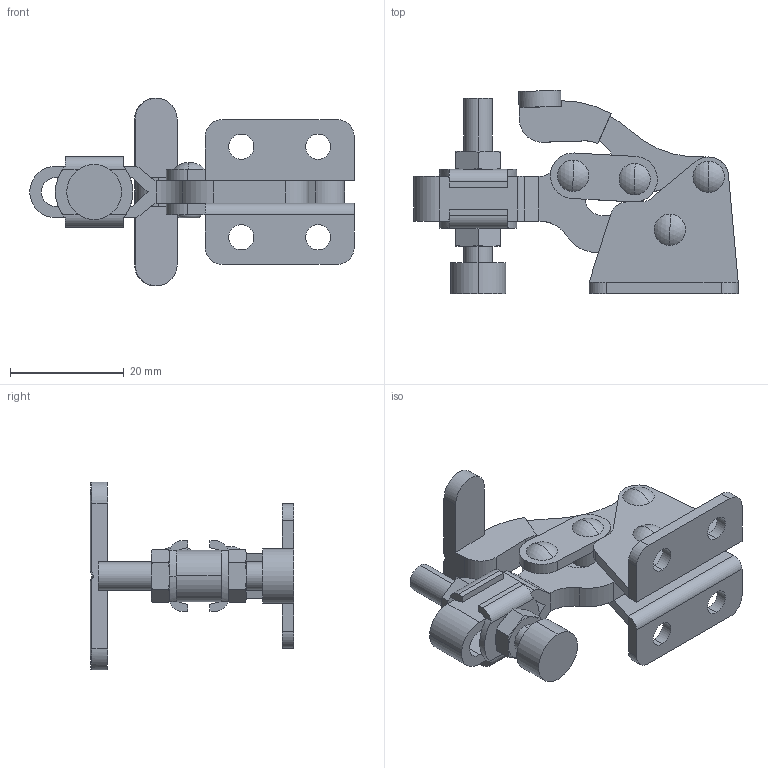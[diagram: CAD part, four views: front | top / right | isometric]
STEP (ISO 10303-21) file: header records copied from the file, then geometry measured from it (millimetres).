
FILE_DESCRIPTION (( 'STEP AP214' ), '1' );
FILE_NAME ('EMC13005.STEP', '2020-03-16T07:18:21', ( 'LinWei' ), ( '' ), 'SwSTEP 2.0', 'SolidWorks 2016', '' );
FILE_SCHEMA (( 'AUTOMOTIVE_DESIGN' ));
Length unit declared in the file: millimetre
Products named in the file (6): 11300508-1^EMC13005; 11300501-2^EMC13005; Group5^EMC13005; Group4^EMC13005; Group2^EMC13005; EMC13005
Assembly tree (5 placements, depth 2):
  EMC13005
    Group2^EMC13005
    Group4^EMC13005
    Group5^EMC13005
    11300501-2^EMC13005
    11300508-1^EMC13005
Bounding box: 57 x 35.69 x 33 mm (x, y, z)
Volume: 8262.7 mm3; surface area: 10368.3 mm2
Topology: 6 solids, 6 shells, 277 faces, 700 edges, 448 vertices
Faces by surface type: plane 126, cylinder 107, cone 24, torus 8, sphere 8, bspline 4
Entity records: 9533 total; most frequent: CARTESIAN_POINT 1821, DIRECTION 1440, ORIENTED_EDGE 1392, EDGE_CURVE 696, AXIS2_PLACEMENT_3D 547, VERTEX_POINT 448, VECTOR 346, LINE 346
